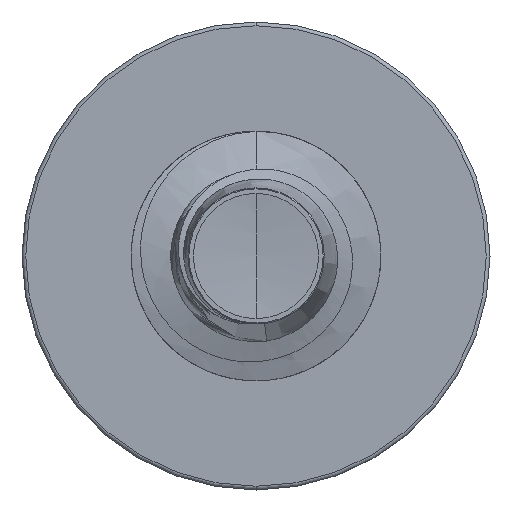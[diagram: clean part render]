
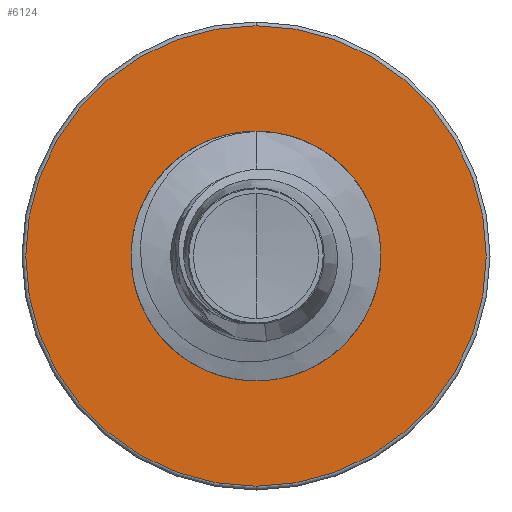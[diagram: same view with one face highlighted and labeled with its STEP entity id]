
A CAD part, front view. The second image highlights one B-rep face of the part: STEP entity #6124.
In plain terms, the highlighted planar face has unit normal (0, -1, 0).
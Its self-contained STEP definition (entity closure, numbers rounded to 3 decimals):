
#164 = DIRECTION ( 'NONE',  ( 0., 0., 1. ) ) ;
#2092 = PLANE ( 'NONE',  #22438 ) ;
#2469 = VERTEX_POINT ( 'NONE', #4871 ) ;
#3682 = ORIENTED_EDGE ( 'NONE', *, *, #20138, .F. ) ;
#3879 = EDGE_LOOP ( 'NONE', ( #21091, #6289 ) ) ;
#4871 = CARTESIAN_POINT ( 'NONE',  ( 0., 25., -1.989 ) ) ;
#5679 = DIRECTION ( 'NONE',  ( 0., 1., 0. ) ) ;
#6124 = ADVANCED_FACE ( 'NONE', ( #17084, #6337 ), #2092, .F. ) ;
#6289 = ORIENTED_EDGE ( 'NONE', *, *, #15953, .T. ) ;
#6337 = FACE_BOUND ( 'NONE', #3879, .T. ) ;
#7438 = VERTEX_POINT ( 'NONE', #20273 ) ;
#9557 = CARTESIAN_POINT ( 'NONE',  ( 0., 25., 0. ) ) ;
#10376 = DIRECTION ( 'NONE',  ( 0., 1., 0. ) ) ;
#11412 = AXIS2_PLACEMENT_3D ( 'NONE', #18334, #5679, #20234 ) ;
#11729 = CARTESIAN_POINT ( 'NONE',  ( 0., 25., 0. ) ) ;
#11753 = DIRECTION ( 'NONE',  ( 0., 0., 1. ) ) ;
#12472 = CIRCLE ( 'NONE', #25807, 3.69 ) ;
#13258 = CARTESIAN_POINT ( 'NONE',  ( 0., 25., -1.989 ) ) ;
#13526 = DIRECTION ( 'NONE',  ( 0., 1., 0. ) ) ;
#13828 = DIRECTION ( 'NONE',  ( 0., 0., 1. ) ) ;
#15194 = EDGE_LOOP ( 'NONE', ( #3682, #22813 ) ) ;
#15953 = EDGE_CURVE ( 'NONE', #2469, #23680, #19624, .T. ) ;
#16578 = CARTESIAN_POINT ( 'NONE',  ( 0., 25., 1.989 ) ) ;
#17084 = FACE_OUTER_BOUND ( 'NONE', #15194, .T. ) ;
#18066 = VERTEX_POINT ( 'NONE', #23564 ) ;
#18144 = AXIS2_PLACEMENT_3D ( 'NONE', #22151, #10376, #23778 ) ;
#18334 = CARTESIAN_POINT ( 'NONE',  ( 0., 25., 0. ) ) ;
#19530 = CIRCLE ( 'NONE', #18144, 3.69 ) ;
#19624 = CIRCLE ( 'NONE', #11412, 1.989 ) ;
#20138 = EDGE_CURVE ( 'NONE', #7438, #18066, #12472, .T. ) ;
#20234 = DIRECTION ( 'NONE',  ( 0., 0., 1. ) ) ;
#20273 = CARTESIAN_POINT ( 'NONE',  ( 0., 25., 3.69 ) ) ;
#20360 = CIRCLE ( 'NONE', #22190, 1.989 ) ;
#21091 = ORIENTED_EDGE ( 'NONE', *, *, #21473, .T. ) ;
#21473 = EDGE_CURVE ( 'NONE', #23680, #2469, #20360, .T. ) ;
#22151 = CARTESIAN_POINT ( 'NONE',  ( 0., 25., 0. ) ) ;
#22190 = AXIS2_PLACEMENT_3D ( 'NONE', #9557, #23184, #11753 ) ;
#22438 = AXIS2_PLACEMENT_3D ( 'NONE', #13258, #13526, #164 ) ;
#22813 = ORIENTED_EDGE ( 'NONE', *, *, #23648, .F. ) ;
#23184 = DIRECTION ( 'NONE',  ( 0., 1., 0. ) ) ;
#23564 = CARTESIAN_POINT ( 'NONE',  ( 0., 25., -3.69 ) ) ;
#23648 = EDGE_CURVE ( 'NONE', #18066, #7438, #19530, .T. ) ;
#23680 = VERTEX_POINT ( 'NONE', #16578 ) ;
#23778 = DIRECTION ( 'NONE',  ( 0., 0., 1. ) ) ;
#24757 = DIRECTION ( 'NONE',  ( 0., 1., 0. ) ) ;
#25807 = AXIS2_PLACEMENT_3D ( 'NONE', #11729, #24757, #13828 ) ;
